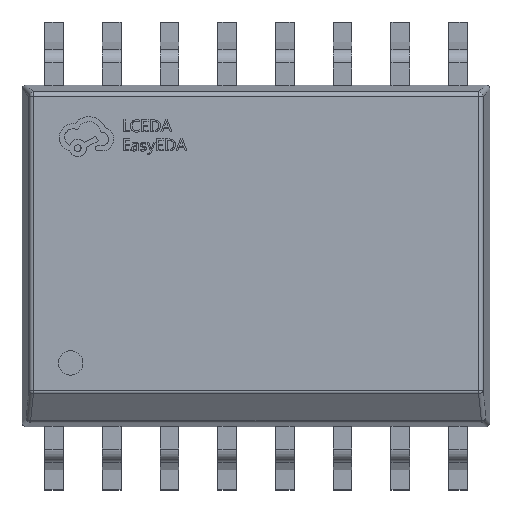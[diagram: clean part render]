
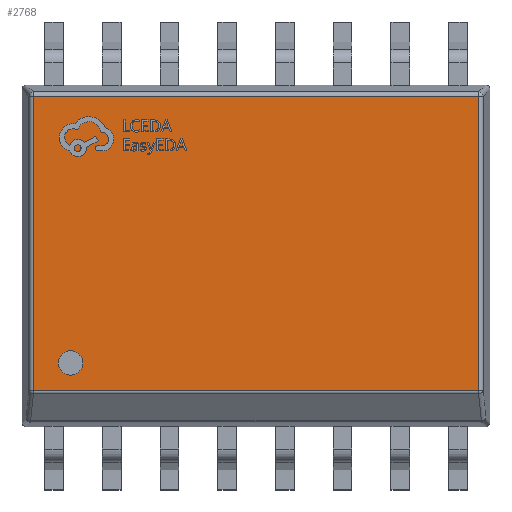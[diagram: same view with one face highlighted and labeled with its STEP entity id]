
A CAD part, top view. The second image highlights one B-rep face of the part: STEP entity #2768.
In plain terms, the highlighted planar face has unit normal (0, 0, 1).
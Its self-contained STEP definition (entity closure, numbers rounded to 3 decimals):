
#869 = VECTOR ( 'NONE', #3247, 1000. ) ;
#1352 = PLANE ( 'NONE',  #14815 ) ;
#1725 = VECTOR ( 'NONE', #11909, 1000. ) ;
#2055 = DIRECTION ( 'NONE',  ( 0., 0., 1. ) ) ;
#2768 = ADVANCED_FACE ( 'NONE', ( #7643, #25158 ), #1352, .T. ) ;
#3198 = AXIS2_PLACEMENT_3D ( 'NONE', #6226, #2055, #18325 ) ;
#3208 = EDGE_CURVE ( 'NONE', #14848, #16982, #25645, .T. ) ;
#3222 = DIRECTION ( 'NONE',  ( 0., 0., 1. ) ) ;
#3247 = DIRECTION ( 'NONE',  ( 1., 0., 0. ) ) ;
#3303 = CARTESIAN_POINT ( 'NONE',  ( -4.898, -2.974, 1.175 ) ) ;
#3654 = VERTEX_POINT ( 'NONE', #10248 ) ;
#3855 = VECTOR ( 'NONE', #24769, 1000. ) ;
#3987 = CARTESIAN_POINT ( 'NONE',  ( -4.898, -3.007, 1.175 ) ) ;
#5791 = LINE ( 'NONE', #13685, #18761 ) ;
#6226 = CARTESIAN_POINT ( 'NONE',  ( -4.08, -2.358, 1.175 ) ) ;
#6469 = ORIENTED_EDGE ( 'NONE', *, *, #8971, .T. ) ;
#6997 = EDGE_CURVE ( 'NONE', #14075, #10562, #13454, .T. ) ;
#7643 = FACE_OUTER_BOUND ( 'NONE', #24634, .T. ) ;
#7735 = LINE ( 'NONE', #17441, #3855 ) ;
#8110 = CARTESIAN_POINT ( 'NONE',  ( 4.898, 3.508, 1.175 ) ) ;
#8971 = EDGE_CURVE ( 'NONE', #3654, #20261, #5791, .T. ) ;
#9324 = CARTESIAN_POINT ( 'NONE',  ( 0., 0., 1.175 ) ) ;
#9620 = CARTESIAN_POINT ( 'NONE',  ( -3.812, -2.358, 1.175 ) ) ;
#10248 = CARTESIAN_POINT ( 'NONE',  ( 4.898, -2.974, 1.175 ) ) ;
#10562 = VERTEX_POINT ( 'NONE', #3303 ) ;
#11565 = ORIENTED_EDGE ( 'NONE', *, *, #23908, .F. ) ;
#11776 = DIRECTION ( 'NONE',  ( 0., 1., 0. ) ) ;
#11909 = DIRECTION ( 'NONE',  ( 0., -1., 0. ) ) ;
#13313 = CIRCLE ( 'NONE', #21230, 0.269 ) ;
#13395 = LINE ( 'NONE', #17328, #869 ) ;
#13454 = LINE ( 'NONE', #3987, #1725 ) ;
#13685 = CARTESIAN_POINT ( 'NONE',  ( 4.898, 3.595, 1.175 ) ) ;
#14075 = VERTEX_POINT ( 'NONE', #17916 ) ;
#14815 = AXIS2_PLACEMENT_3D ( 'NONE', #9324, #23180, #19325 ) ;
#14848 = VERTEX_POINT ( 'NONE', #19276 ) ;
#15057 = DIRECTION ( 'NONE',  ( 1., 0., 0. ) ) ;
#15402 = ORIENTED_EDGE ( 'NONE', *, *, #6997, .T. ) ;
#16135 = EDGE_LOOP ( 'NONE', ( #11565, #16495 ) ) ;
#16495 = ORIENTED_EDGE ( 'NONE', *, *, #3208, .F. ) ;
#16982 = VERTEX_POINT ( 'NONE', #9620 ) ;
#17022 = CARTESIAN_POINT ( 'NONE',  ( -4.08, -2.358, 1.175 ) ) ;
#17328 = CARTESIAN_POINT ( 'NONE',  ( 0., -2.974, 1.175 ) ) ;
#17441 = CARTESIAN_POINT ( 'NONE',  ( -4.985, 3.508, 1.175 ) ) ;
#17916 = CARTESIAN_POINT ( 'NONE',  ( -4.898, 3.508, 1.175 ) ) ;
#18325 = DIRECTION ( 'NONE',  ( 1., 0., 0. ) ) ;
#18761 = VECTOR ( 'NONE', #11776, 1000. ) ;
#19276 = CARTESIAN_POINT ( 'NONE',  ( -4.349, -2.358, 1.175 ) ) ;
#19325 = DIRECTION ( 'NONE',  ( 1., 0., 0. ) ) ;
#20261 = VERTEX_POINT ( 'NONE', #8110 ) ;
#21230 = AXIS2_PLACEMENT_3D ( 'NONE', #17022, #3222, #15057 ) ;
#21688 = EDGE_CURVE ( 'NONE', #20261, #14075, #7735, .T. ) ;
#22309 = ORIENTED_EDGE ( 'NONE', *, *, #21688, .T. ) ;
#22460 = ORIENTED_EDGE ( 'NONE', *, *, #22799, .T. ) ;
#22799 = EDGE_CURVE ( 'NONE', #10562, #3654, #13395, .T. ) ;
#23180 = DIRECTION ( 'NONE',  ( 0., 0., 1. ) ) ;
#23908 = EDGE_CURVE ( 'NONE', #16982, #14848, #13313, .T. ) ;
#24634 = EDGE_LOOP ( 'NONE', ( #15402, #22460, #6469, #22309 ) ) ;
#24769 = DIRECTION ( 'NONE',  ( -1., 0., 0. ) ) ;
#25158 = FACE_BOUND ( 'NONE', #16135, .T. ) ;
#25645 = CIRCLE ( 'NONE', #3198, 0.269 ) ;
